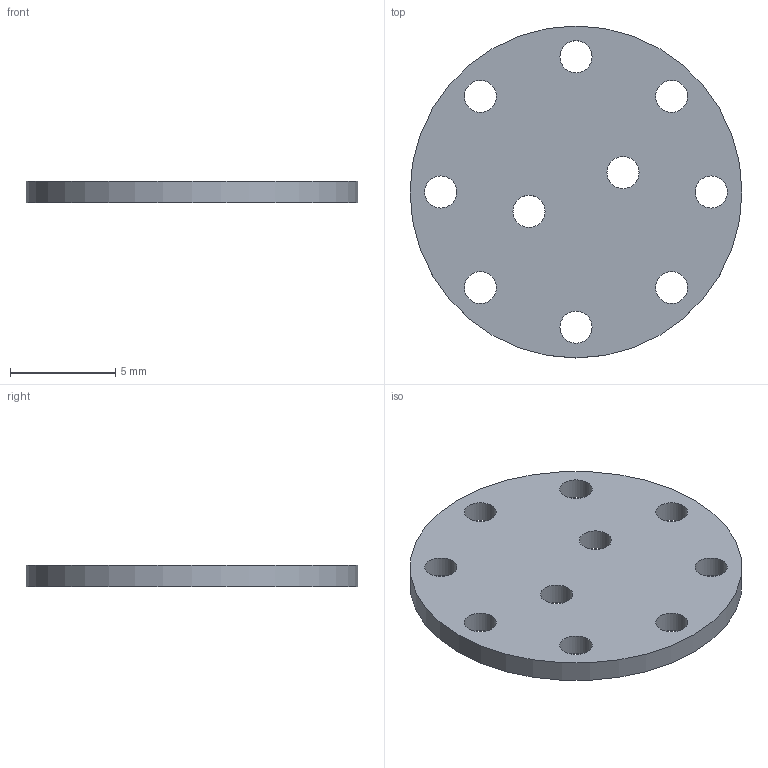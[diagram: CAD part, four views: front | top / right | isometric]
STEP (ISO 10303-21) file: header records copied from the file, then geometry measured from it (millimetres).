
FILE_DESCRIPTION(/* description */ ('STEP AP203'),/* implementation_level */ '2;1');
FILE_NAME(/* name */ 'CS-AL10.stp',/* time_stamp */ '2017-03-14T12:35:52+00:00',/* author */ ('paul'),/* organization */ (''),/* preprocessor_version */ 'ST-DEVELOPER v16.5',/* originating_system */ 'Autodesk Inventor 2017',/* authorisation */ '');
FILE_SCHEMA (('AUTOMOTIVE_DESIGN { 1 0 10303 214 3 1 1 }'));
Length unit declared in the file: inch
Products named in the file (1): A8449-1-C
Bounding box: 15.75 x 15.75 x 1.02 mm (x, y, z)
Volume: 179.4 mm3; surface area: 452 mm2
Topology: 1 solids, 1 shells, 13 faces, 33 edges, 22 vertices
Faces by surface type: cylinder 11, plane 2
Full cylindrical faces by diameter (mm): 1.524 x10, 15.748 x1
Entity records: 426 total; most frequent: DIRECTION 72, CARTESIAN_POINT 58, EDGE_LOOP 44, ORIENTED_EDGE 44, AXIS2_PLACEMENT_3D 36, FACE_BOUND 31, CIRCLE 22, VERTEX_POINT 22
